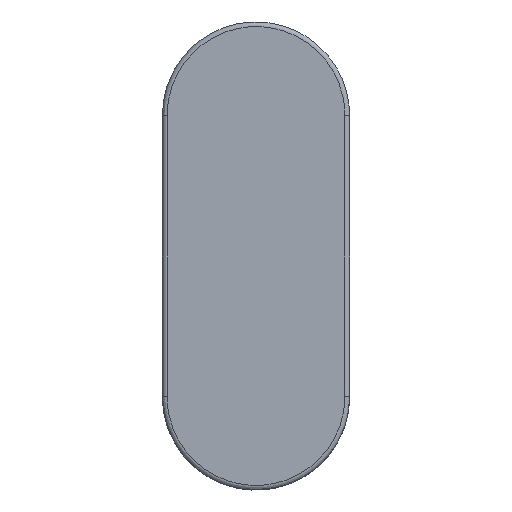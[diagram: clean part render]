
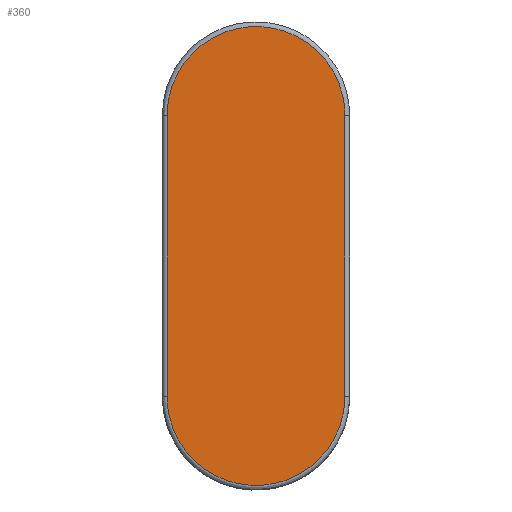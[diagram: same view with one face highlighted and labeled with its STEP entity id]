
A CAD part, front view. The second image highlights one B-rep face of the part: STEP entity #360.
In plain terms, the highlighted face is planar.
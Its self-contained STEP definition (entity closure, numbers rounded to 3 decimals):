
#228=PLANE('',#3529);
#360=ADVANCED_FACE('',(#561),#228,.T.);
#561=FACE_OUTER_BOUND('',#772,.T.);
#772=EDGE_LOOP('',(#1187,#1188,#1189,#1190));
#1187=ORIENTED_EDGE('',*,*,#2026,.T.);
#1188=ORIENTED_EDGE('',*,*,#2037,.F.);
#1189=ORIENTED_EDGE('',*,*,#2025,.T.);
#1190=ORIENTED_EDGE('',*,*,#2035,.F.);
#2025=EDGE_CURVE('',#2964,#2963,#2450,.T.);
#2026=EDGE_CURVE('',#2962,#2965,#2451,.T.);
#2035=EDGE_CURVE('',#2962,#2963,#2810,.T.);
#2037=EDGE_CURVE('',#2964,#2965,#2812,.T.);
#2450=B_SPLINE_CURVE_WITH_KNOTS('',1,(#4659,#4660),.UNSPECIFIED.,.F.,.F.,
(2,2),(0.,30.),.UNSPECIFIED.);
#2451=B_SPLINE_CURVE_WITH_KNOTS('',1,(#4661,#4662),.UNSPECIFIED.,.F.,.F.,
(2,2),(0.,30.),.UNSPECIFIED.);
#2810=(
BOUNDED_CURVE()
B_SPLINE_CURVE(2,(#4688,#4689,#4690,#4691,#4692),.UNSPECIFIED.,.F.,.F.)
B_SPLINE_CURVE_WITH_KNOTS((3,2,3),(0.,14.922,
29.844),.UNSPECIFIED.)
CURVE()
GEOMETRIC_REPRESENTATION_ITEM()
RATIONAL_B_SPLINE_CURVE((1.,0.707,1.,0.707,1.))
REPRESENTATION_ITEM('')
);
#2812=(
BOUNDED_CURVE()
B_SPLINE_CURVE(2,(#4696,#4697,#4698,#4699,#4700),.UNSPECIFIED.,.F.,.F.)
B_SPLINE_CURVE_WITH_KNOTS((3,2,3),(0.,14.922,
29.844),.UNSPECIFIED.)
CURVE()
GEOMETRIC_REPRESENTATION_ITEM()
RATIONAL_B_SPLINE_CURVE((1.,0.707,1.,0.707,1.))
REPRESENTATION_ITEM('')
);
#2962=VERTEX_POINT('',#4511);
#2963=VERTEX_POINT('',#4512);
#2964=VERTEX_POINT('',#4513);
#2965=VERTEX_POINT('',#4514);
#3529=AXIS2_PLACEMENT_3D('',#4416,#3710,$);
#3710=DIRECTION('',(0.,0.,-1.));
#4416=CARTESIAN_POINT('',(-12.066,-30.066,0.));
#4511=CARTESIAN_POINT('',(9.5,15.,0.));
#4512=CARTESIAN_POINT('',(-9.5,15.,0.));
#4513=CARTESIAN_POINT('',(-9.5,-15.,0.));
#4514=CARTESIAN_POINT('',(9.5,-15.,0.));
#4659=CARTESIAN_POINT('',(-9.5,-15.,0.));
#4660=CARTESIAN_POINT('',(-9.5,15.,0.));
#4661=CARTESIAN_POINT('',(9.5,15.,0.));
#4662=CARTESIAN_POINT('',(9.5,-15.,0.));
#4688=CARTESIAN_POINT('',(9.5,15.,0.));
#4689=CARTESIAN_POINT('',(9.5,24.5,0.));
#4690=CARTESIAN_POINT('',(0.,24.5,0.));
#4691=CARTESIAN_POINT('',(-9.5,24.5,0.));
#4692=CARTESIAN_POINT('',(-9.5,15.,0.));
#4696=CARTESIAN_POINT('',(-9.5,-15.,0.));
#4697=CARTESIAN_POINT('',(-9.5,-24.5,0.));
#4698=CARTESIAN_POINT('',(0.,-24.5,0.));
#4699=CARTESIAN_POINT('',(9.5,-24.5,0.));
#4700=CARTESIAN_POINT('',(9.5,-15.,0.));
